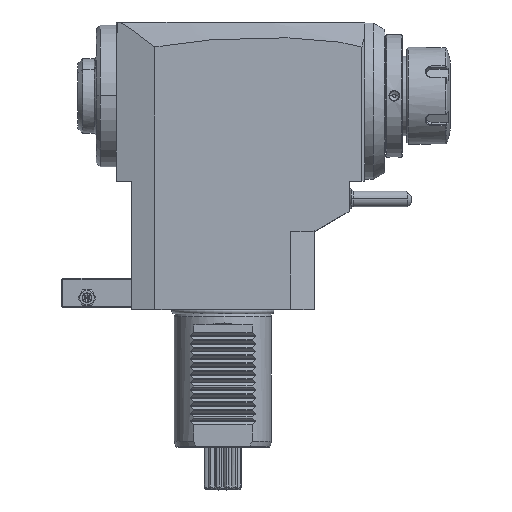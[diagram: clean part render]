
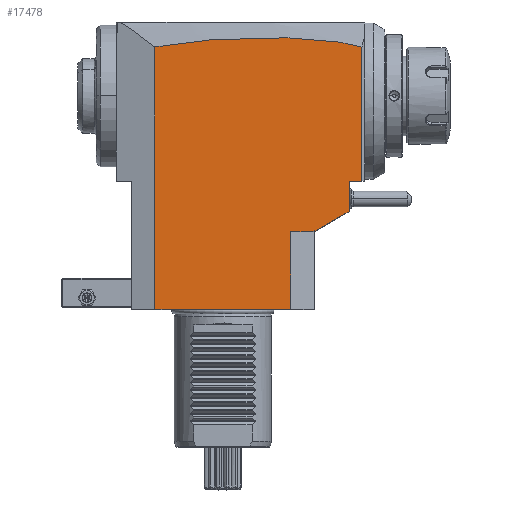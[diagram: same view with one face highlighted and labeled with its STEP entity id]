
A CAD part, top view. The second image highlights one B-rep face of the part: STEP entity #17478.
In plain terms, the highlighted planar face has unit normal (0, 0, 1).
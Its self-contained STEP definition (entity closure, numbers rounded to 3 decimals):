
#9=DIRECTION('',(-1.,0.,0.));
#10=VECTOR('',#9,70.);
#11=CARTESIAN_POINT('',(35.,0.,44.));
#12=LINE('',#11,#10);
#4437=DIRECTION('',(1.,0.,0.));
#4438=VECTOR('',#4437,11.);
#4439=CARTESIAN_POINT('',(35.,40.,44.));
#4440=LINE('',#4439,#4438);
#4453=DIRECTION('',(0.,1.,0.));
#4454=VECTOR('',#4453,40.);
#4455=CARTESIAN_POINT('',(35.,0.,44.));
#4456=LINE('',#4455,#4454);
#4485=DIRECTION('',(0.,-1.,0.));
#4486=VECTOR('',#4485,15.608);
#4487=CARTESIAN_POINT('',(65.,66.,44.));
#4488=LINE('',#4487,#4486);
#4489=DIRECTION('',(-0.866,-0.5,0.));
#4490=VECTOR('',#4489,20.785);
#4491=CARTESIAN_POINT('',(65.,50.392,44.));
#4492=LINE('',#4491,#4490);
#4493=DIRECTION('',(0.,1.,0.));
#4494=VECTOR('',#4493,0.577);
#4495=CARTESIAN_POINT('',(47.,40.,44.));
#4496=LINE('',#4495,#4494);
#4497=DIRECTION('',(0.866,0.5,0.));
#4498=VECTOR('',#4497,1.155);
#4499=CARTESIAN_POINT('',(46.,40.,44.));
#4500=LINE('',#4499,#4498);
#4501=DIRECTION('',(0.,1.,0.));
#4502=VECTOR('',#4501,135.17);
#4503=CARTESIAN_POINT('',(-35.,0.,44.));
#4504=LINE('',#4503,#4502);
#4505=CARTESIAN_POINT('',(71.5,135.054,44.));
#4506=CARTESIAN_POINT('',(71.149,135.177,44.));
#4507=CARTESIAN_POINT('',(70.42,135.419,44.));
#4508=CARTESIAN_POINT('',(69.239,135.77,44.));
#4509=CARTESIAN_POINT('',(68.002,136.101,44.));
#4510=CARTESIAN_POINT('',(66.733,136.41,44.));
#4511=CARTESIAN_POINT('',(65.454,136.695,44.));
#4512=CARTESIAN_POINT('',(64.102,136.971,44.));
#4513=CARTESIAN_POINT('',(62.62,137.249,44.));
#4514=CARTESIAN_POINT('',(60.946,137.536,44.));
#4515=CARTESIAN_POINT('',(59.032,137.833,44.));
#4516=CARTESIAN_POINT('',(56.868,138.133,44.));
#4517=CARTESIAN_POINT('',(54.443,138.432,44.));
#4518=CARTESIAN_POINT('',(51.724,138.725,44.));
#4519=CARTESIAN_POINT('',(48.654,139.01,44.));
#4520=CARTESIAN_POINT('',(45.177,139.28,44.));
#4521=CARTESIAN_POINT('',(41.21,139.528,44.));
#4522=CARTESIAN_POINT('',(36.699,139.741,44.));
#4523=CARTESIAN_POINT('',(31.737,139.897,44.));
#4524=CARTESIAN_POINT('',(26.437,139.981,44.));
#4525=CARTESIAN_POINT('',(20.992,139.986,44.));
#4526=CARTESIAN_POINT('',(15.474,139.911,44.));
#4527=CARTESIAN_POINT('',(9.929,139.756,44.));
#4528=CARTESIAN_POINT('',(4.34,139.521,44.));
#4529=CARTESIAN_POINT('',(-1.295,139.202,44.));
#4530=CARTESIAN_POINT('',(-6.663,138.816,44.));
#4531=CARTESIAN_POINT('',(-11.419,138.406,44.));
#4532=CARTESIAN_POINT('',(-15.694,137.979,44.));
#4533=CARTESIAN_POINT('',(-19.681,137.528,44.));
#4534=CARTESIAN_POINT('',(-23.576,137.032,44.));
#4535=CARTESIAN_POINT('',(-27.424,136.481,44.));
#4536=CARTESIAN_POINT('',(-31.228,135.869,44.));
#4537=CARTESIAN_POINT('',(-33.747,135.413,44.));
#4538=CARTESIAN_POINT('',(-35.,135.17,44.));
#4540=DIRECTION('',(0.,-1.,0.));
#4541=VECTOR('',#4540,69.054);
#4542=CARTESIAN_POINT('',(71.5,135.054,44.));
#4543=LINE('',#4542,#4541);
#4544=DIRECTION('',(1.,0.,0.));
#4545=VECTOR('',#4544,6.5);
#4546=CARTESIAN_POINT('',(65.,66.,44.));
#4547=LINE('',#4546,#4545);
#12695=VERTEX_POINT('',#4505);
#12696=VERTEX_POINT('',#4538);
#12708=CARTESIAN_POINT('',(71.5,66.,44.));
#12709=VERTEX_POINT('',#12708);
#12728=CARTESIAN_POINT('',(35.,40.,44.));
#12729=CARTESIAN_POINT('',(46.,40.,44.));
#12730=VERTEX_POINT('',#12728);
#12731=VERTEX_POINT('',#12729);
#13061=CARTESIAN_POINT('',(35.,0.,44.));
#13062=CARTESIAN_POINT('',(-35.,0.,44.));
#13063=VERTEX_POINT('',#13061);
#13064=VERTEX_POINT('',#13062);
#13075=CARTESIAN_POINT('',(65.,50.392,44.));
#13076=CARTESIAN_POINT('',(47.,40.,44.));
#13077=VERTEX_POINT('',#13075);
#13078=VERTEX_POINT('',#13076);
#13243=CARTESIAN_POINT('',(47.,40.577,44.));
#13245=VERTEX_POINT('',#13243);
#13329=CARTESIAN_POINT('',(65.,66.,44.));
#13330=VERTEX_POINT('',#13329);
#17456=CARTESIAN_POINT('',(-53.475,40.,44.));
#17457=DIRECTION('',(0.,0.,1.));
#17458=DIRECTION('',(1.,0.,0.));
#17459=AXIS2_PLACEMENT_3D('',#17456,#17457,#17458);
#17460=PLANE('',#17459);
#17462=ORIENTED_EDGE('',*,*,#17461,.F.);
#17464=ORIENTED_EDGE('',*,*,#17463,.T.);
#17465=ORIENTED_EDGE('',*,*,#17376,.T.);
#17467=ORIENTED_EDGE('',*,*,#17466,.T.);
#17469=ORIENTED_EDGE('',*,*,#17468,.F.);
#17470=ORIENTED_EDGE('',*,*,#17396,.F.);
#17471=ORIENTED_EDGE('',*,*,#17413,.F.);
#17472=ORIENTED_EDGE('',*,*,#13348,.T.);
#17473=ORIENTED_EDGE('',*,*,#13508,.T.);
#17474=ORIENTED_EDGE('',*,*,#13966,.F.);
#17475=ORIENTED_EDGE('',*,*,#13983,.T.);
#17476=EDGE_LOOP('',(#17462,#17464,#17465,#17467,#17469,#17470,#17471,#17472,
#17473,#17474,#17475));
#17477=FACE_OUTER_BOUND('',#17476,.F.);
#4539=B_SPLINE_CURVE_WITH_KNOTS('',3,(#4505,#4506,#4507,#4508,#4509,#4510,#4511,
#4512,#4513,#4514,#4515,#4516,#4517,#4518,#4519,#4520,#4521,#4522,#4523,#4524,
#4525,#4526,#4527,#4528,#4529,#4530,#4531,#4532,#4533,#4534,#4535,#4536,#4537,
#4538),.UNSPECIFIED.,.F.,.F.,(4,1,1,1,1,1,1,1,1,1,1,1,1,1,1,1,1,1,1,1,1,1,1,1,1,
1,1,1,1,1,1,4),(0.,0.032,0.065,0.097,
0.129,0.161,0.194,0.226,
0.258,0.29,0.323,0.355,
0.387,0.419,0.452,0.484,
0.516,0.548,0.581,0.613,
0.645,0.677,0.71,0.742,
0.774,0.806,0.839,0.871,
0.903,0.935,0.968,1.),.UNSPECIFIED.);
#13348=EDGE_CURVE('',#13063,#13064,#12,.T.);
#13508=EDGE_CURVE('',#13064,#12696,#4504,.T.);
#13966=EDGE_CURVE('',#12695,#12696,#4539,.T.);
#13983=EDGE_CURVE('',#12695,#12709,#4543,.T.);
#17376=EDGE_CURVE('',#13077,#13078,#4492,.T.);
#17396=EDGE_CURVE('',#12730,#12731,#4440,.T.);
#17413=EDGE_CURVE('',#13063,#12730,#4456,.T.);
#17461=EDGE_CURVE('',#13330,#12709,#4547,.T.);
#17463=EDGE_CURVE('',#13330,#13077,#4488,.T.);
#17466=EDGE_CURVE('',#13078,#13245,#4496,.T.);
#17468=EDGE_CURVE('',#12731,#13245,#4500,.T.);
#17478=ADVANCED_FACE('',(#17477),#17460,.T.);
